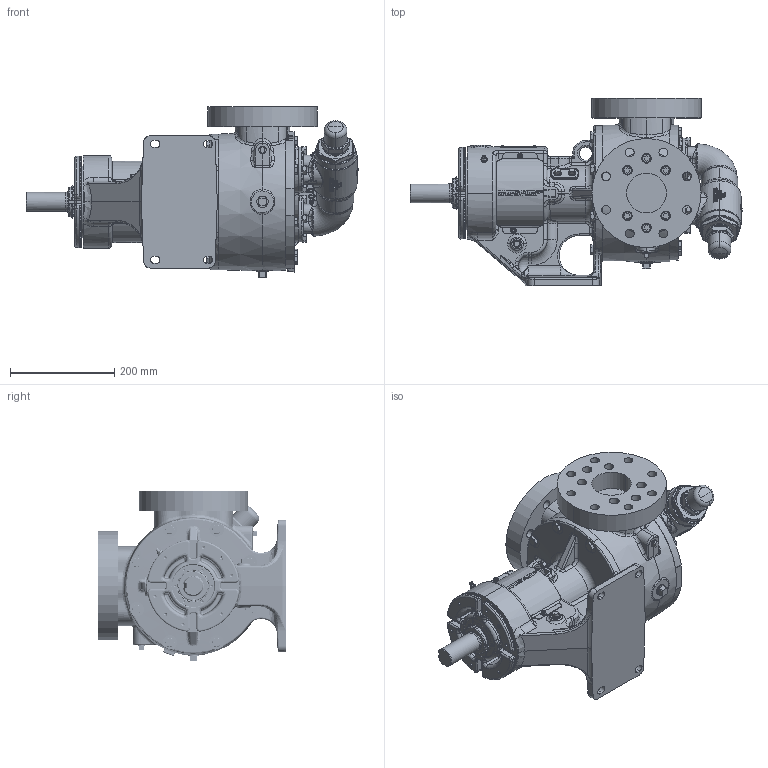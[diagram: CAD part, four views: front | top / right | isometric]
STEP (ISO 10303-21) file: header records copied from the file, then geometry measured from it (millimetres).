
FILE_DESCRIPTION (( 'STEP AP214' ), '1' );
FILE_NAME ('LV-4530.STEP', '2024-04-03T14:41:07', ( '' ), ( '' ), 'SwSTEP 2.0', 'SolidWorks 2022', '' );
FILE_SCHEMA (( 'AUTOMOTIVE_DESIGN' ));
Length unit declared in the file: inch
Products named in the file (1): LV-4530
Bounding box: 637.52 x 360.36 x 327.11 mm (x, y, z)
Volume: 17148152.8 mm3; surface area: 1004892.1 mm2
Topology: 1 solids, 13 shells, 5410 faces, 13810 edges, 8573 vertices
Faces by surface type: plane 1760, bspline 1674, cylinder 1080, cone 676, torus 132, sphere 88
Entity records: 315238 total; most frequent: CARTESIAN_POINT 127718, ORIENTED_EDGE 27318, DIRECTION 19987, EDGE_CURVE 13659, VERTEX_POINT 8566, AXIS2_PLACEMENT_3D 7392, EDGE_LOOP 5781, UNCERTAINTY_MEASURE_WITH_UNIT 5413
